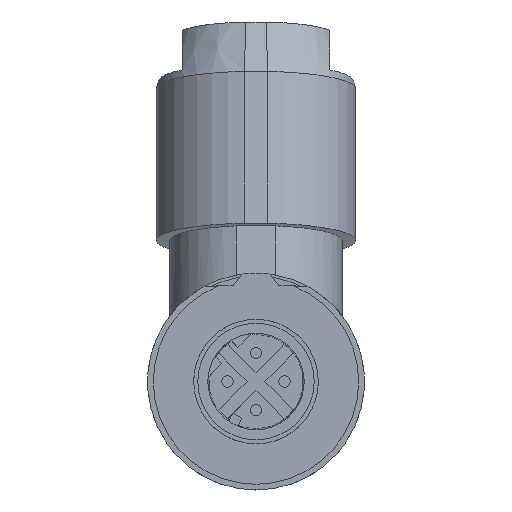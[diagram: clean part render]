
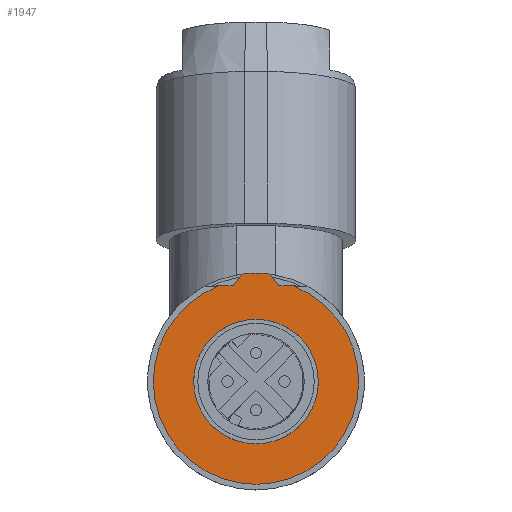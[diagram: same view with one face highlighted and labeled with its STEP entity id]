
A CAD part, front view. The second image highlights one B-rep face of the part: STEP entity #1947.
In plain terms, the highlighted planar face has unit normal (0, -1, 0).
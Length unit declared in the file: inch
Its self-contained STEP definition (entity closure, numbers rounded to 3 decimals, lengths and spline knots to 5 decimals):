
#27 = LINE ( 'NONE', #2840, #1641 ) ;
#87 = AXIS2_PLACEMENT_3D ( 'NONE', #1788, #1753, #3689 ) ;
#98 = FACE_OUTER_BOUND ( 'NONE', #275, .T. ) ;
#131 = ORIENTED_EDGE ( 'NONE', *, *, #229, .T. ) ;
#180 = AXIS2_PLACEMENT_3D ( 'NONE', #305, #1280, #1966 ) ;
#182 = CARTESIAN_POINT ( 'NONE',  ( 0., 0.36811, 0.21457 ) ) ;
#198 = DIRECTION ( 'NONE',  ( 0., -1., 0. ) ) ;
#229 = EDGE_CURVE ( 'NONE', #3167, #3962, #3474, .T. ) ;
#233 = VERTEX_POINT ( 'NONE', #3143 ) ;
#275 = EDGE_LOOP ( 'NONE', ( #3073, #2304, #552, #3917, #2897, #2642, #1995, #1536 ) ) ;
#298 = VERTEX_POINT ( 'NONE', #3166 ) ;
#302 = AXIS2_PLACEMENT_3D ( 'NONE', #1026, #2327, #2603 ) ;
#305 = CARTESIAN_POINT ( 'NONE',  ( 0., 0.36811, 0. ) ) ;
#336 = EDGE_CURVE ( 'NONE', #2255, #233, #2535, .T. ) ;
#552 = ORIENTED_EDGE ( 'NONE', *, *, #336, .T. ) ;
#691 = LINE ( 'NONE', #2037, #889 ) ;
#792 = CIRCLE ( 'NONE', #180, 0.37402 ) ;
#889 = VECTOR ( 'NONE', #2942, 39.37008 ) ;
#1026 = CARTESIAN_POINT ( 'NONE',  ( 0., 0.36811, 0. ) ) ;
#1028 = DIRECTION ( 'NONE',  ( -0.999, 0., 0.035 ) ) ;
#1161 = DIRECTION ( 'NONE',  ( 0., 1., 0. ) ) ;
#1166 = CARTESIAN_POINT ( 'NONE',  ( 0.0485, 0.36811, 0.37086 ) ) ;
#1170 = AXIS2_PLACEMENT_3D ( 'NONE', #3737, #198, #1493 ) ;
#1181 = DIRECTION ( 'NONE',  ( 0., 0., -1. ) ) ;
#1270 = EDGE_CURVE ( 'NONE', #233, #3358, #1513, .T. ) ;
#1280 = DIRECTION ( 'NONE',  ( 0., 1., 0. ) ) ;
#1321 = DIRECTION ( 'NONE',  ( -0.999, 0., -0.035 ) ) ;
#1351 = LINE ( 'NONE', #3325, #1988 ) ;
#1376 = VERTEX_POINT ( 'NONE', #1166 ) ;
#1493 = DIRECTION ( 'NONE',  ( 0., 0., -1. ) ) ;
#1513 = CIRCLE ( 'NONE', #1170, 0.35433 ) ;
#1536 = ORIENTED_EDGE ( 'NONE', *, *, #2585, .F. ) ;
#1557 = LINE ( 'NONE', #2572, #3997 ) ;
#1563 = ORIENTED_EDGE ( 'NONE', *, *, #4051, .T. ) ;
#1593 = AXIS2_PLACEMENT_3D ( 'NONE', #3820, #3481, #3706 ) ;
#1641 = VECTOR ( 'NONE', #1321, 39.37008 ) ;
#1720 = CIRCLE ( 'NONE', #2660, 0.21457 ) ;
#1753 = DIRECTION ( 'NONE',  ( 0., 1., 0. ) ) ;
#1772 = EDGE_LOOP ( 'NONE', ( #131, #1563 ) ) ;
#1788 = CARTESIAN_POINT ( 'NONE',  ( 0., 0.36811, 0. ) ) ;
#1890 = CARTESIAN_POINT ( 'NONE',  ( 0.07886, 0.36811, 0.33171 ) ) ;
#1947 = ADVANCED_FACE ( 'NONE', ( #2688, #98 ), #3984, .T. ) ;
#1966 = DIRECTION ( 'NONE',  ( 0., 0., -1. ) ) ;
#1988 = VECTOR ( 'NONE', #1028, 39.37008 ) ;
#1995 = ORIENTED_EDGE ( 'NONE', *, *, #4156, .F. ) ;
#2037 = CARTESIAN_POINT ( 'NONE',  ( 0.07886, 0.36811, 0.33171 ) ) ;
#2187 = DIRECTION ( 'NONE',  ( -0.613, 0., -0.79 ) ) ;
#2255 = VERTEX_POINT ( 'NONE', #2832 ) ;
#2291 = VERTEX_POINT ( 'NONE', #1890 ) ;
#2294 = CARTESIAN_POINT ( 'NONE',  ( 0.12914, 0.36811, 0.32996 ) ) ;
#2304 = ORIENTED_EDGE ( 'NONE', *, *, #3485, .T. ) ;
#2319 = CIRCLE ( 'NONE', #87, 0.37402 ) ;
#2327 = DIRECTION ( 'NONE',  ( 0., -1., 0. ) ) ;
#2435 = CARTESIAN_POINT ( 'NONE',  ( 0., 0.36811, 0. ) ) ;
#2491 = AXIS2_PLACEMENT_3D ( 'NONE', #3964, #2725, #3593 ) ;
#2535 = CIRCLE ( 'NONE', #302, 0.35433 ) ;
#2572 = CARTESIAN_POINT ( 'NONE',  ( -0.0485, 0.36811, 0.37086 ) ) ;
#2585 = EDGE_CURVE ( 'NONE', #3969, #298, #792, .T. ) ;
#2603 = DIRECTION ( 'NONE',  ( 0., 0., -1. ) ) ;
#2642 = ORIENTED_EDGE ( 'NONE', *, *, #3976, .T. ) ;
#2660 = AXIS2_PLACEMENT_3D ( 'NONE', #2435, #1161, #1181 ) ;
#2669 = CARTESIAN_POINT ( 'NONE',  ( 0., 0.36811, -0.21457 ) ) ;
#2685 = CARTESIAN_POINT ( 'NONE',  ( -0.07886, 0.36811, 0.33171 ) ) ;
#2688 = FACE_BOUND ( 'NONE', #1772, .T. ) ;
#2701 = VERTEX_POINT ( 'NONE', #2685 ) ;
#2725 = DIRECTION ( 'NONE',  ( 0., -1., 0. ) ) ;
#2832 = CARTESIAN_POINT ( 'NONE',  ( -0.12914, 0.36811, 0.32996 ) ) ;
#2840 = CARTESIAN_POINT ( 'NONE',  ( -0.07886, 0.36811, 0.33171 ) ) ;
#2897 = ORIENTED_EDGE ( 'NONE', *, *, #3998, .T. ) ;
#2942 = DIRECTION ( 'NONE',  ( -0.613, 0., 0.79 ) ) ;
#3073 = ORIENTED_EDGE ( 'NONE', *, *, #3467, .T. ) ;
#3143 = CARTESIAN_POINT ( 'NONE',  ( 0., 0.36811, -0.35433 ) ) ;
#3166 = CARTESIAN_POINT ( 'NONE',  ( 0., 0.36811, 0.37402 ) ) ;
#3167 = VERTEX_POINT ( 'NONE', #182 ) ;
#3325 = CARTESIAN_POINT ( 'NONE',  ( 0.12914, 0.36811, 0.32996 ) ) ;
#3358 = VERTEX_POINT ( 'NONE', #2294 ) ;
#3467 = EDGE_CURVE ( 'NONE', #3969, #2701, #1557, .T. ) ;
#3474 = CIRCLE ( 'NONE', #1593, 0.21457 ) ;
#3481 = DIRECTION ( 'NONE',  ( 0., 1., 0. ) ) ;
#3485 = EDGE_CURVE ( 'NONE', #2701, #2255, #27, .T. ) ;
#3593 = DIRECTION ( 'NONE',  ( 0., 0., -1. ) ) ;
#3689 = DIRECTION ( 'NONE',  ( 0., 0., -1. ) ) ;
#3706 = DIRECTION ( 'NONE',  ( 0., 0., -1. ) ) ;
#3737 = CARTESIAN_POINT ( 'NONE',  ( 0., 0.36811, 0. ) ) ;
#3820 = CARTESIAN_POINT ( 'NONE',  ( 0., 0.36811, 0. ) ) ;
#3884 = CARTESIAN_POINT ( 'NONE',  ( -0.0485, 0.36811, 0.37086 ) ) ;
#3917 = ORIENTED_EDGE ( 'NONE', *, *, #1270, .T. ) ;
#3962 = VERTEX_POINT ( 'NONE', #2669 ) ;
#3964 = CARTESIAN_POINT ( 'NONE',  ( 0., 0.36811, 0. ) ) ;
#3969 = VERTEX_POINT ( 'NONE', #3884 ) ;
#3976 = EDGE_CURVE ( 'NONE', #2291, #1376, #691, .T. ) ;
#3984 = PLANE ( 'NONE',  #2491 ) ;
#3997 = VECTOR ( 'NONE', #2187, 39.37008 ) ;
#3998 = EDGE_CURVE ( 'NONE', #3358, #2291, #1351, .T. ) ;
#4051 = EDGE_CURVE ( 'NONE', #3962, #3167, #1720, .T. ) ;
#4156 = EDGE_CURVE ( 'NONE', #298, #1376, #2319, .T. ) ;
